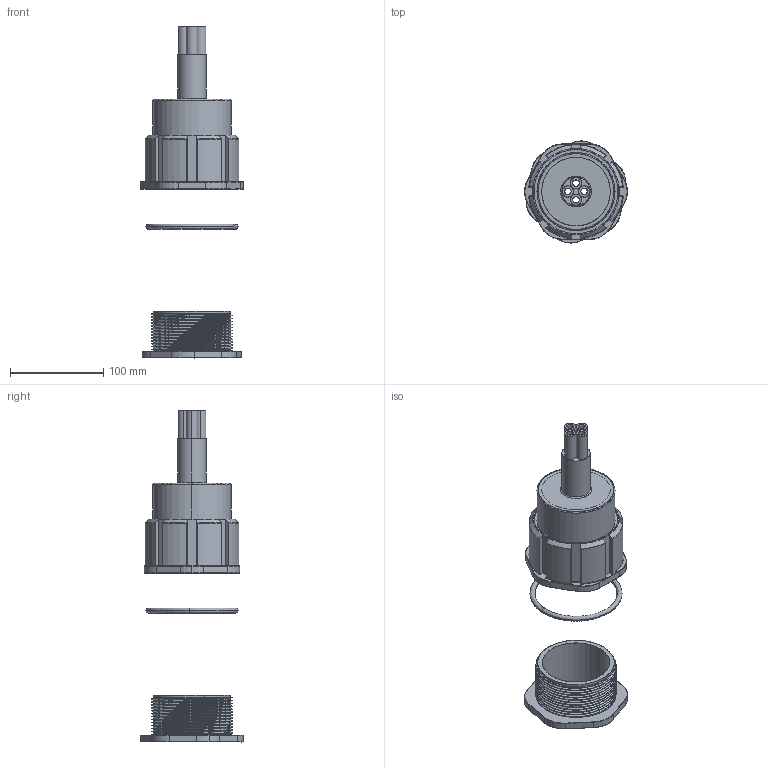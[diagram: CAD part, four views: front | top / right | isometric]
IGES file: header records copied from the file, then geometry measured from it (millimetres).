
Start section: SolidWorks IGES file using analytic representation for surfaces
Global section: file name: 5-NUS-4E.IGS; native system: SolidWorks 2020; preprocessor: SolidWorks 2020; author: office; date: 210601.071819; units: inch
Bounding box: 110.63 x 109.62 x 356.39 mm (x, y, z)
Surface area: 163913.1 mm2 (no closed solid volume)
Topology: 0 solids, 0 shells, 444 faces, 8305 edges, 8305 vertices
Faces by surface type: revolution 278, bspline 166
